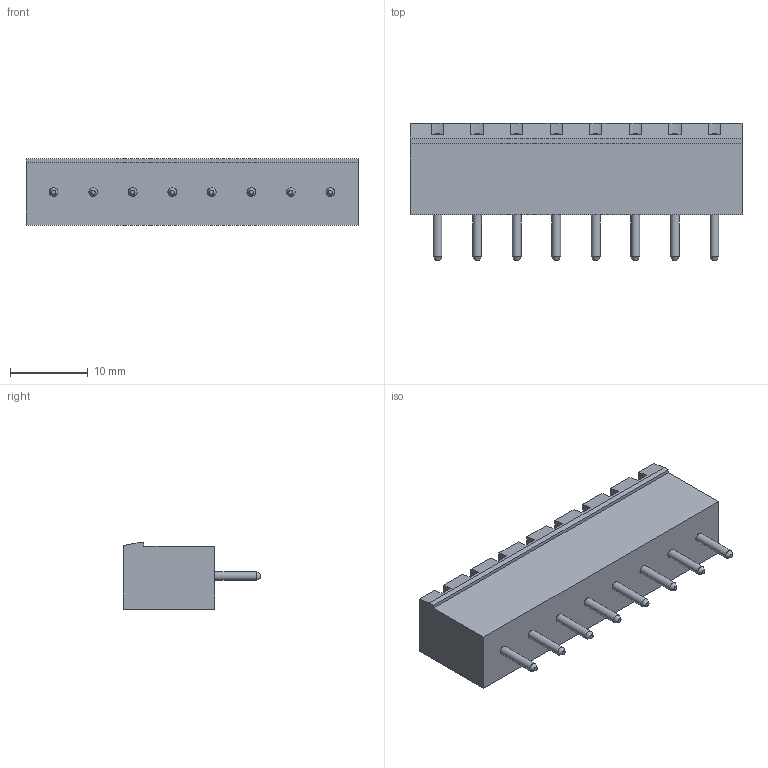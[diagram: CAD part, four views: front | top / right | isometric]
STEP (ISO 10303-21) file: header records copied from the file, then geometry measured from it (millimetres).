
FILE_DESCRIPTION( ( '' ), ' ' );
FILE_NAME( '5a563f7b6065ec0f8ddc990c.step', '2018-01-10T16:32:23', ( '' ), ( '' ), ' ', ' ', ' ' );
FILE_SCHEMA( ( 'AUTOMOTIVE_DESIGN { 1 0 10303 214 1 1 1 1 }' ) );
Length unit declared in the file: metre
Products named in the file (1): 1
Bounding box: 42.66 x 17.64 x 8.53 mm (x, y, z)
Volume: 2248.1 mm3; surface area: 3006.1 mm2
Topology: 1 solids, 1 shells, 100 faces, 238 edges, 156 vertices
Faces by surface type: plane 60, cylinder 24, cone 16
Full cylindrical faces by diameter (mm): 1.12 x16
Entity records: 3466 total; most frequent: DIRECTION 464, CARTESIAN_POINT 447, ORIENTED_EDGE 396, EDGE_CURVE 198, AXIS2_PLACEMENT_3D 165, EDGE_LOOP 148, VERTEX_POINT 148, LINE 134
